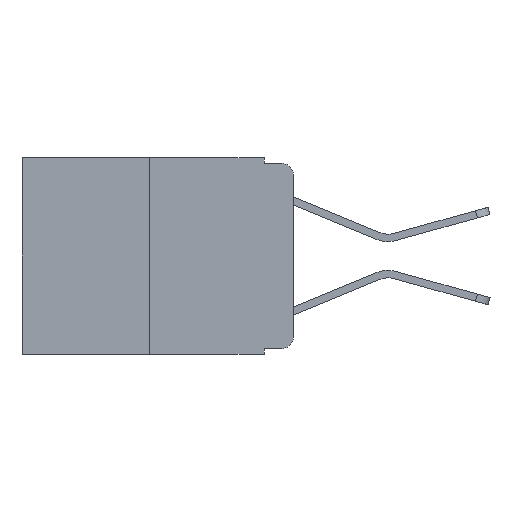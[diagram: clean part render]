
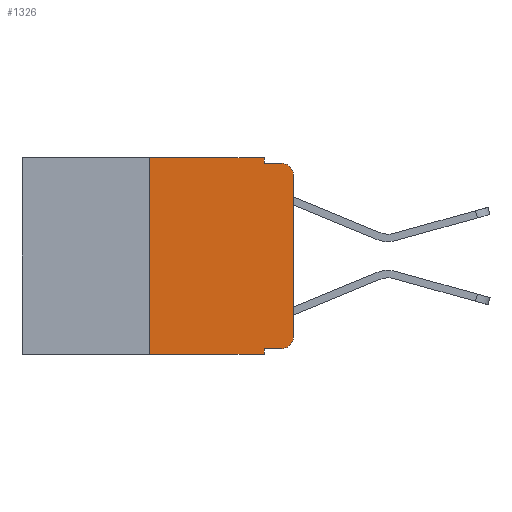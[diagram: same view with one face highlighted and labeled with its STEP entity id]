
A CAD part, left-side view. The second image highlights one B-rep face of the part: STEP entity #1326.
In plain terms, the highlighted planar face has unit normal (-1, 0, 0).
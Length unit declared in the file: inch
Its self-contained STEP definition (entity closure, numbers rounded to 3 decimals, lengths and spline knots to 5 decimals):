
#218 = VERTEX_POINT ( 'NONE', #599 ) ;
#279 = AXIS2_PLACEMENT_3D ( 'NONE', #6922, #1779, #18376 ) ;
#448 = VERTEX_POINT ( 'NONE', #19861 ) ;
#525 = PLANE ( 'NONE',  #13855 ) ;
#599 = CARTESIAN_POINT ( 'NONE',  ( 0., 0.051, 0. ) ) ;
#631 = VERTEX_POINT ( 'NONE', #6680 ) ;
#1033 = ORIENTED_EDGE ( 'NONE', *, *, #7815, .T. ) ;
#1131 = LINE ( 'NONE', #1297, #7736 ) ;
#1297 = CARTESIAN_POINT ( 'NONE',  ( 0., 0.473, 0. ) ) ;
#1326 = ADVANCED_FACE ( 'NONE', ( #20457 ), #525, .F. ) ;
#1779 = DIRECTION ( 'NONE',  ( -1., 0., 0. ) ) ;
#1915 = ORIENTED_EDGE ( 'NONE', *, *, #20156, .F. ) ;
#2768 = CARTESIAN_POINT ( 'NONE',  ( 0., 0., -0.03 ) ) ;
#2832 = CARTESIAN_POINT ( 'NONE',  ( 0., 0.051, -0.01 ) ) ;
#3067 = VERTEX_POINT ( 'NONE', #14965 ) ;
#3188 = ORIENTED_EDGE ( 'NONE', *, *, #20568, .T. ) ;
#3934 = VERTEX_POINT ( 'NONE', #20818 ) ;
#4298 = DIRECTION ( 'NONE',  ( 0., -1., 0. ) ) ;
#4405 = VECTOR ( 'NONE', #19688, 39.37008 ) ;
#4610 = AXIS2_PLACEMENT_3D ( 'NONE', #11323, #11549, #6506 ) ;
#4956 = CARTESIAN_POINT ( 'NONE',  ( 0., 0., -0.313 ) ) ;
#5246 = LINE ( 'NONE', #21740, #6821 ) ;
#5320 = DIRECTION ( 'NONE',  ( 0., 0., -1. ) ) ;
#5477 = VECTOR ( 'NONE', #20167, 39.37008 ) ;
#6120 = CARTESIAN_POINT ( 'NONE',  ( 0., 0.051, -0.333 ) ) ;
#6240 = VERTEX_POINT ( 'NONE', #9424 ) ;
#6308 = CIRCLE ( 'NONE', #279, 0.02 ) ;
#6385 = VERTEX_POINT ( 'NONE', #2768 ) ;
#6506 = DIRECTION ( 'NONE',  ( 0., 0., -1. ) ) ;
#6601 = EDGE_CURVE ( 'NONE', #6240, #11682, #10578, .T. ) ;
#6655 = VECTOR ( 'NONE', #21007, 39.37008 ) ;
#6680 = CARTESIAN_POINT ( 'NONE',  ( 0., 0.051, -0.333 ) ) ;
#6821 = VECTOR ( 'NONE', #16864, 39.37008 ) ;
#6922 = CARTESIAN_POINT ( 'NONE',  ( 0., 0.02, -0.03 ) ) ;
#7551 = CARTESIAN_POINT ( 'NONE',  ( 0., 0.051, 0. ) ) ;
#7674 = CARTESIAN_POINT ( 'NONE',  ( 0., 0., 0. ) ) ;
#7736 = VECTOR ( 'NONE', #9644, 39.37008 ) ;
#7815 = EDGE_CURVE ( 'NONE', #6385, #3067, #6308, .T. ) ;
#7847 = CARTESIAN_POINT ( 'NONE',  ( 0., 0.25, 0. ) ) ;
#8831 = EDGE_CURVE ( 'NONE', #448, #3067, #13408, .T. ) ;
#8849 = ORIENTED_EDGE ( 'NONE', *, *, #18062, .F. ) ;
#9424 = CARTESIAN_POINT ( 'NONE',  ( 0., 0.02, -0.333 ) ) ;
#9644 = DIRECTION ( 'NONE',  ( 0., -1., 0. ) ) ;
#9890 = LINE ( 'NONE', #7674, #15635 ) ;
#9981 = VERTEX_POINT ( 'NONE', #16231 ) ;
#10527 = EDGE_CURVE ( 'NONE', #11682, #6385, #9890, .T. ) ;
#10578 = CIRCLE ( 'NONE', #4610, 0.02 ) ;
#10858 = VECTOR ( 'NONE', #4298, 39.37008 ) ;
#11296 = ORIENTED_EDGE ( 'NONE', *, *, #6601, .T. ) ;
#11309 = DIRECTION ( 'NONE',  ( 0., 0., 1. ) ) ;
#11323 = CARTESIAN_POINT ( 'NONE',  ( 0., 0.02, -0.313 ) ) ;
#11549 = DIRECTION ( 'NONE',  ( -1., 0., 0. ) ) ;
#11682 = VERTEX_POINT ( 'NONE', #4956 ) ;
#12183 = CARTESIAN_POINT ( 'NONE',  ( 0., 0.473, 0. ) ) ;
#12259 = LINE ( 'NONE', #7847, #18008 ) ;
#12325 = DIRECTION ( 'NONE',  ( 1., 0., 0. ) ) ;
#12832 = ORIENTED_EDGE ( 'NONE', *, *, #10527, .T. ) ;
#13280 = EDGE_CURVE ( 'NONE', #3934, #20297, #16074, .T. ) ;
#13408 = LINE ( 'NONE', #2832, #4405 ) ;
#13855 = AXIS2_PLACEMENT_3D ( 'NONE', #12183, #12325, #5320 ) ;
#14322 = EDGE_LOOP ( 'NONE', ( #12832, #1033, #16346, #1915, #18290, #19609, #18462, #8849, #3188, #11296 ) ) ;
#14471 = DIRECTION ( 'NONE',  ( 0., 0., 1. ) ) ;
#14965 = CARTESIAN_POINT ( 'NONE',  ( 0., 0.02, -0.01 ) ) ;
#15635 = VECTOR ( 'NONE', #11309, 39.37008 ) ;
#16074 = LINE ( 'NONE', #21135, #10858 ) ;
#16231 = CARTESIAN_POINT ( 'NONE',  ( 0., 0.25, 0. ) ) ;
#16346 = ORIENTED_EDGE ( 'NONE', *, *, #8831, .F. ) ;
#16864 = DIRECTION ( 'NONE',  ( 0., 0., -1. ) ) ;
#17042 = EDGE_CURVE ( 'NONE', #3934, #9981, #12259, .T. ) ;
#17543 = EDGE_CURVE ( 'NONE', #9981, #218, #1131, .T. ) ;
#17853 = LINE ( 'NONE', #6120, #5477 ) ;
#18008 = VECTOR ( 'NONE', #14471, 39.37008 ) ;
#18062 = EDGE_CURVE ( 'NONE', #631, #20297, #20085, .T. ) ;
#18290 = ORIENTED_EDGE ( 'NONE', *, *, #17543, .F. ) ;
#18376 = DIRECTION ( 'NONE',  ( 0., 0., -1. ) ) ;
#18462 = ORIENTED_EDGE ( 'NONE', *, *, #13280, .T. ) ;
#19609 = ORIENTED_EDGE ( 'NONE', *, *, #17042, .F. ) ;
#19688 = DIRECTION ( 'NONE',  ( 0., -1., 0. ) ) ;
#19861 = CARTESIAN_POINT ( 'NONE',  ( 0., 0.051, -0.01 ) ) ;
#20085 = LINE ( 'NONE', #7551, #6655 ) ;
#20156 = EDGE_CURVE ( 'NONE', #218, #448, #5246, .T. ) ;
#20167 = DIRECTION ( 'NONE',  ( 0., -1., 0. ) ) ;
#20297 = VERTEX_POINT ( 'NONE', #20493 ) ;
#20457 = FACE_OUTER_BOUND ( 'NONE', #14322, .T. ) ;
#20493 = CARTESIAN_POINT ( 'NONE',  ( 0., 0.051, -0.343 ) ) ;
#20568 = EDGE_CURVE ( 'NONE', #631, #6240, #17853, .T. ) ;
#20818 = CARTESIAN_POINT ( 'NONE',  ( 0., 0.25, -0.343 ) ) ;
#21007 = DIRECTION ( 'NONE',  ( 0., 0., -1. ) ) ;
#21135 = CARTESIAN_POINT ( 'NONE',  ( 0., 0.473, -0.343 ) ) ;
#21740 = CARTESIAN_POINT ( 'NONE',  ( 0., 0.051, 0. ) ) ;
